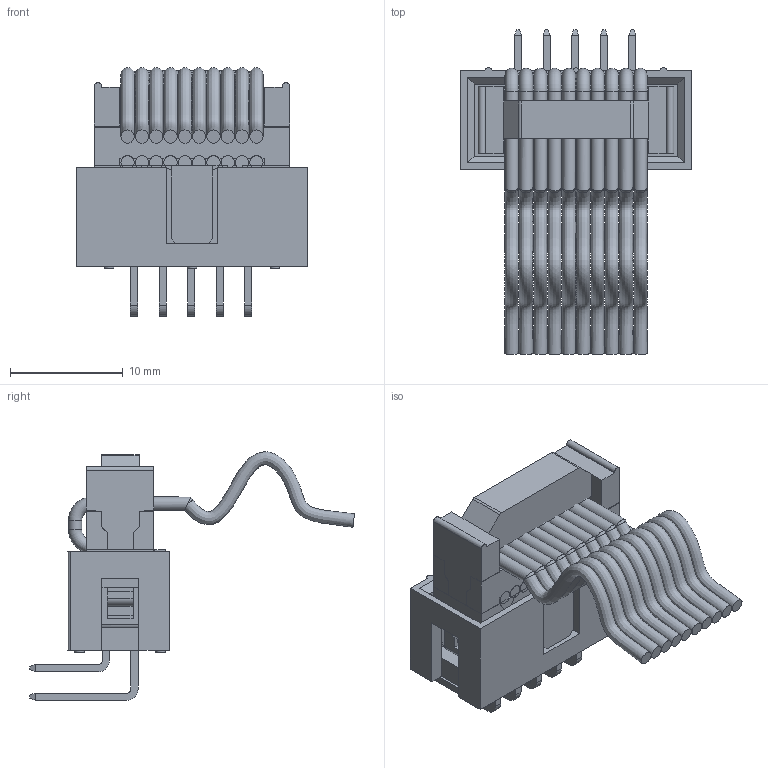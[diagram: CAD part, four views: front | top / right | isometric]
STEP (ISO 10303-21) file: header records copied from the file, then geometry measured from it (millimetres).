
FILE_DESCRIPTION(/* description */ (''),/* implementation_level */ '2;1');
FILE_NAME(/* name */ 'IDC10Combine.stp',/* time_stamp */ '2023-03-07T23:23:31+01:00',/* author */ ('micha'),/* organization */ (''),/* preprocessor_version */ 'ST-DEVELOPER v19',/* originating_system */ 'Autodesk Inventor 2023',/* authorisation */ '');
FILE_SCHEMA (('AUTOMOTIVE_DESIGN { 1 0 10303 214 3 1 1 }'));
Products named in the file (29): IDC10Combine; 61201023021; 61201023021_01; 61201023021_02; 61201023021_03; 61201023021_04; 61201023021_05; 61201023021_06; 61201023021_07; 61201023021_08; 61201023021_09; 61201023021_10; 61201023021_11; 61201023021_12; 61201023021_13; 612010235221; 612010235221_01; 612010235221_02; 612010235221_03; 612010235221_04; 612010235221_05; 612010235221_06; 612010235221_07; 612010235221_08; 612010235221_09; 612010235221_10; 612010235221_11; ribbonAss; ribbon
Assembly tree (37 placements, depth 3):
  IDC10Combine
    61201023021
      61201023021_01
      61201023021_02
      61201023021_03
      61201023021_04
      61201023021_05
      61201023021_06
      61201023021_07
      61201023021_08
      61201023021_09
      61201023021_10
      61201023021_11
      61201023021_12
      61201023021_13
    612010235221
      612010235221_01
      612010235221_02
      612010235221_03
      612010235221_04
      612010235221_05
      612010235221_06
      612010235221_07
      612010235221_08
      612010235221_09
      612010235221_10
      612010235221_11
    ribbonAss
      ribbon  x10
Bounding box: 20.5 x 28.87 x 22.08 mm (x, y, z)
Volume: 2424 mm3; surface area: 5572.2 mm2
Topology: 34 solids, 34 shells, 1096 faces, 2850 edges, 1814 vertices
Faces by surface type: plane 827, cylinder 227, torus 24, bspline 14, sphere 4
Full cylindrical faces by diameter (mm): 0.85 x6, 1.191 x30
Entity records: 33919 total; most frequent: CARTESIAN_POINT 6183, ORIENTED_EDGE 5350, DIRECTION 5219, EDGE_CURVE 2675, LINE 2281, VECTOR 2281, VERTEX_POINT 1706, AXIS2_PLACEMENT_3D 1469
